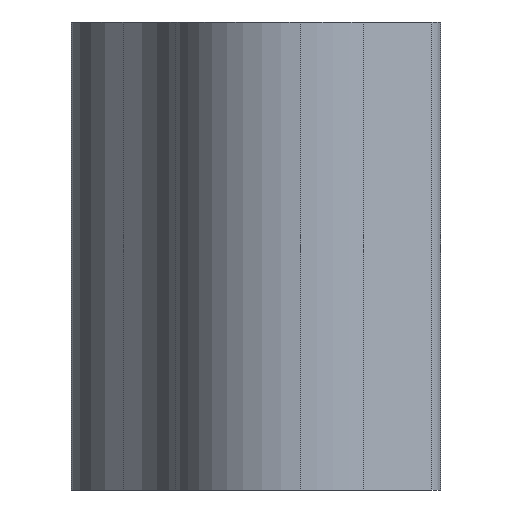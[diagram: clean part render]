
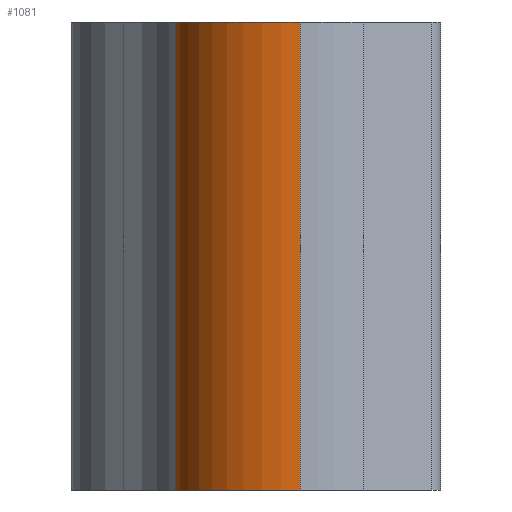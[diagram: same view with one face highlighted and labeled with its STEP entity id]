
A CAD part, left-side view. The second image highlights one B-rep face of the part: STEP entity #1081.
In plain terms, the highlighted cylindrical face has radius 3.089 mm (diameter 6.178 mm), a partial arc.
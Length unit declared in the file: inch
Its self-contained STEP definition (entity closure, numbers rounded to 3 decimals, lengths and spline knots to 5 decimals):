
#112 = CARTESIAN_POINT ( 'NONE',  ( -0.45566, 0.78668, 0.45 ) ) ;
#129 = FACE_OUTER_BOUND ( 'NONE', #198, .T. ) ;
#183 = VERTEX_POINT ( 'NONE', #615 ) ;
#198 = EDGE_LOOP ( 'NONE', ( #657, #907, #414, #455 ) ) ;
#200 = EDGE_CURVE ( 'NONE', #183, #839, #864, .T. ) ;
#219 = CARTESIAN_POINT ( 'NONE',  ( -0.57728, 0.78668, 0. ) ) ;
#233 = DIRECTION ( 'NONE',  ( 0., 0., 1. ) ) ;
#303 = DIRECTION ( 'NONE',  ( 0., 0., -1. ) ) ;
#309 = CARTESIAN_POINT ( 'NONE',  ( -0.57728, 0.78668, 0.45 ) ) ;
#315 = CARTESIAN_POINT ( 'NONE',  ( -0.45566, 0.78668, 0. ) ) ;
#323 = CARTESIAN_POINT ( 'NONE',  ( -0.45566, 0.78668, 0.45 ) ) ;
#336 = EDGE_CURVE ( 'NONE', #839, #459, #853, .T. ) ;
#372 = CYLINDRICAL_SURFACE ( 'NONE', #859, 0.12161 ) ;
#414 = ORIENTED_EDGE ( 'NONE', *, *, #1091, .T. ) ;
#419 = EDGE_CURVE ( 'NONE', #928, #459, #1181, .T. ) ;
#423 = CARTESIAN_POINT ( 'NONE',  ( -0.47611, 0.90656, 0. ) ) ;
#447 = AXIS2_PLACEMENT_3D ( 'NONE', #315, #233, #863 ) ;
#455 = ORIENTED_EDGE ( 'NONE', *, *, #419, .T. ) ;
#459 = VERTEX_POINT ( 'NONE', #219 ) ;
#536 = CARTESIAN_POINT ( 'NONE',  ( -0.47611, 0.90656, 0.45 ) ) ;
#563 = DIRECTION ( 'NONE',  ( 0., 0., 1. ) ) ;
#569 = VECTOR ( 'NONE', #578, 39.37008 ) ;
#578 = DIRECTION ( 'NONE',  ( 0., 0., -1. ) ) ;
#615 = CARTESIAN_POINT ( 'NONE',  ( -0.47611, 0.90656, 0.45 ) ) ;
#636 = VECTOR ( 'NONE', #1162, 39.37008 ) ;
#657 = ORIENTED_EDGE ( 'NONE', *, *, #336, .F. ) ;
#748 = DIRECTION ( 'NONE',  ( -1., 0., 0. ) ) ;
#788 = CARTESIAN_POINT ( 'NONE',  ( -0.57728, 0.78668, 0.45 ) ) ;
#839 = VERTEX_POINT ( 'NONE', #788 ) ;
#853 = LINE ( 'NONE', #309, #569 ) ;
#859 = AXIS2_PLACEMENT_3D ( 'NONE', #323, #303, #748 ) ;
#863 = DIRECTION ( 'NONE',  ( 1., 0., 0. ) ) ;
#864 = CIRCLE ( 'NONE', #1155, 0.12161 ) ;
#907 = ORIENTED_EDGE ( 'NONE', *, *, #200, .F. ) ;
#928 = VERTEX_POINT ( 'NONE', #423 ) ;
#1081 = ADVANCED_FACE ( 'NONE', ( #129 ), #372, .T. ) ;
#1091 = EDGE_CURVE ( 'NONE', #183, #928, #1108, .T. ) ;
#1108 = LINE ( 'NONE', #536, #636 ) ;
#1118 = DIRECTION ( 'NONE',  ( 1., 0., 0. ) ) ;
#1155 = AXIS2_PLACEMENT_3D ( 'NONE', #112, #563, #1118 ) ;
#1162 = DIRECTION ( 'NONE',  ( 0., 0., -1. ) ) ;
#1181 = CIRCLE ( 'NONE', #447, 0.12161 ) ;
